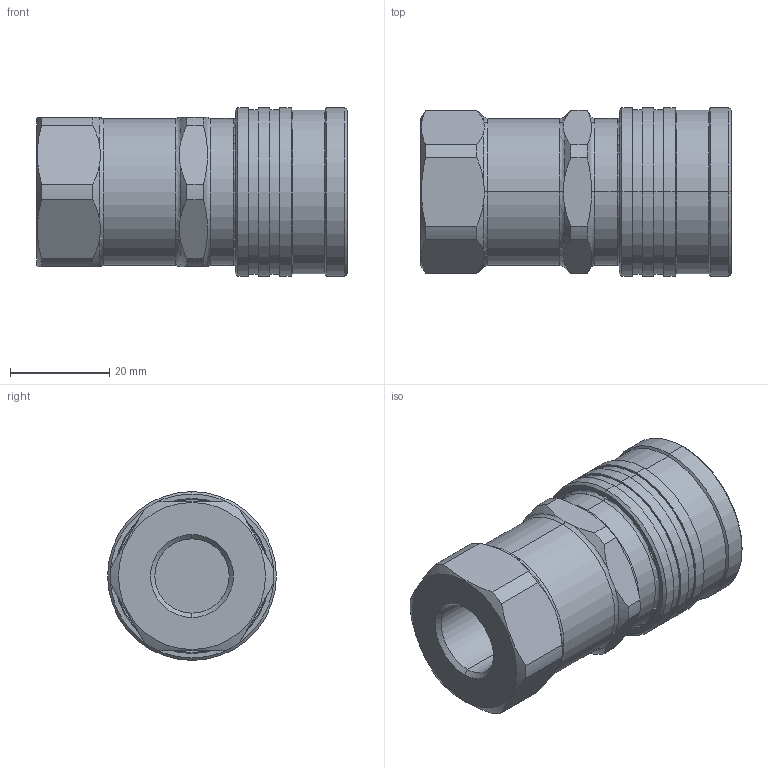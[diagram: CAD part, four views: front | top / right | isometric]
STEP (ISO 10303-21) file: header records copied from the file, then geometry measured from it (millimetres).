
FILE_DESCRIPTION (( 'STEP AP214' ), '1' );
FILE_NAME ('IB3810.STEP', '2015-09-02T09:05:36', ( 'admin' ), ( 'Microsoft' ), 'SwSTEP 2.0', 'SolidWorks 2009', '' );
FILE_SCHEMA (( 'AUTOMOTIVE_DESIGN' ));
Length unit declared in the file: millimetre
Products named in the file (1): IB3810
Bounding box: 62.5 x 34 x 34 mm (x, y, z)
Volume: 38392 mm3; surface area: 13145.1 mm2
Topology: 2 solids, 2 shells, 274 faces, 726 edges, 463 vertices
Faces by surface type: cone 90, cylinder 79, torus 46, plane 39, sphere 20
Entity records: 10471 total; most frequent: CARTESIAN_POINT 3718, ORIENTED_EDGE 1452, DIRECTION 1423, EDGE_CURVE 726, AXIS2_PLACEMENT_3D 639, VERTEX_POINT 463, CIRCLE 364, EDGE_LOOP 301
